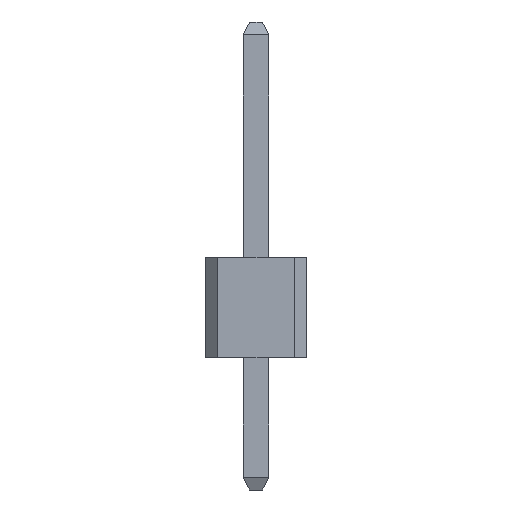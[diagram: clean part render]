
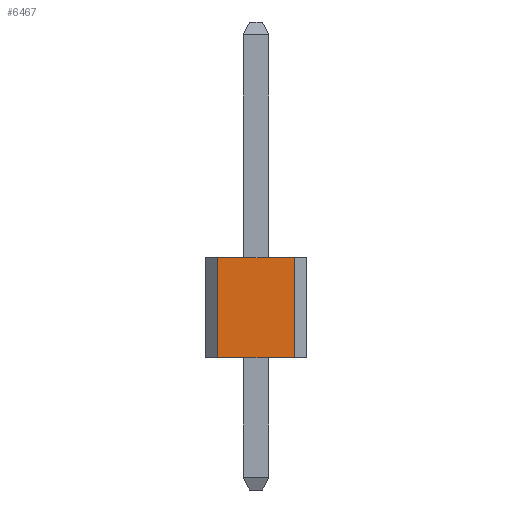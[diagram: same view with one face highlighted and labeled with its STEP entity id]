
A CAD part, left-side view. The second image highlights one B-rep face of the part: STEP entity #6467.
In plain terms, the highlighted planar face has unit normal (-1, 0, 0).
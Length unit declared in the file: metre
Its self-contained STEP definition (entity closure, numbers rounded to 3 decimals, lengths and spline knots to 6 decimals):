
#1204=ORIENTED_EDGE('',*,*,#2396,.T.);
#1205=ORIENTED_EDGE('',*,*,#2397,.T.);
#1206=ORIENTED_EDGE('',*,*,#2398,.F.);
#1207=ORIENTED_EDGE('',*,*,#2399,.T.);
#2396=EDGE_CURVE('',#3048,#3049,#3816,.T.);
#2397=EDGE_CURVE('',#3049,#3050,#3817,.T.);
#2398=EDGE_CURVE('',#3051,#3050,#3818,.T.);
#2399=EDGE_CURVE('',#3051,#3048,#3819,.T.);
#3048=VERTEX_POINT('',#10291);
#3049=VERTEX_POINT('',#10292);
#3050=VERTEX_POINT('',#10294);
#3051=VERTEX_POINT('',#10296);
#3816=LINE('',#10290,#4692);
#3817=LINE('',#10293,#4693);
#3818=LINE('',#10295,#4694);
#3819=LINE('',#10297,#4695);
#4692=VECTOR('',#8535,1.);
#4693=VECTOR('',#8536,1.);
#4694=VECTOR('',#8537,1.);
#4695=VECTOR('',#8538,1.);
#5285=EDGE_LOOP('',(#1204,#1205,#1206,#1207));
#5679=FACE_BOUND('',#5285,.T.);
#6073=PLANE('',#7234);
#6467=ADVANCED_FACE('',(#5679),#6073,.F.);
#7234=AXIS2_PLACEMENT_3D('',#10289,#8533,#8534);
#8533=DIRECTION('',(1.,0.,0.));
#8534=DIRECTION('',(0.,0.,-1.));
#8535=DIRECTION('',(0.,-1.,0.));
#8536=DIRECTION('',(0.,0.,1.));
#8537=DIRECTION('',(0.,-1.,0.));
#8538=DIRECTION('',(0.,0.,-1.));
#10289=CARTESIAN_POINT('',(-0.00127,0.,0.0025));
#10290=CARTESIAN_POINT('',(-0.00127,0.,0.));
#10291=CARTESIAN_POINT('',(-0.00127,0.00095,0.));
#10292=CARTESIAN_POINT('',(-0.00127,-0.00095,0.));
#10293=CARTESIAN_POINT('',(-0.00127,-0.00095,0.0025));
#10294=CARTESIAN_POINT('',(-0.00127,-0.00095,0.0025));
#10295=CARTESIAN_POINT('',(-0.00127,0.,0.0025));
#10296=CARTESIAN_POINT('',(-0.00127,0.00095,0.0025));
#10297=CARTESIAN_POINT('',(-0.00127,0.00095,0.));
